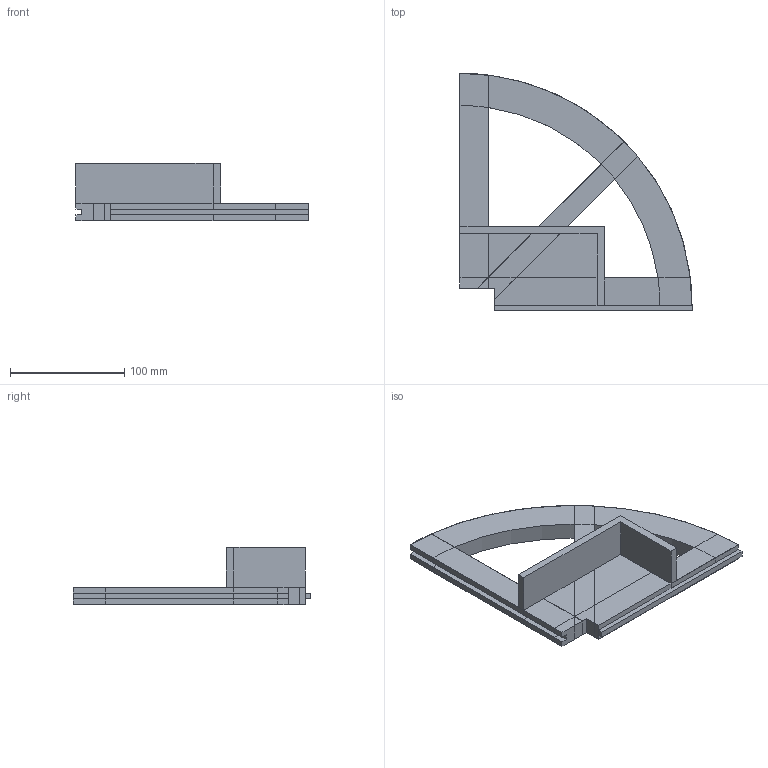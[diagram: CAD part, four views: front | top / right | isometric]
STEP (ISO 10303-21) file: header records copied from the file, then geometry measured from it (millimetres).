
FILE_DESCRIPTION(/* description */ (''),/* implementation_level */ '2;1');
FILE_NAME(/* name */ 'Garmin Bouy Bottom (Negative) v0 v1.step',/* time_stamp */ '2024-03-05T23:18:43-05:00',/* author */ (''),/* organization */ (''),/* preprocessor_version */ 'ST-DEVELOPER v20',/* originating_system */ 'Autodesk Translation Framework v12.9.0.99',/* authorisation */ '');
FILE_SCHEMA (('AUTOMOTIVE_DESIGN { 1 0 10303 214 3 1 1 }'));
Length unit declared in the file: millimetre
Products named in the file (2): Garmin Bouy Bottom (Negative) v0; Component1
Assembly tree (1 placements, depth 2):
  Garmin Bouy Bottom (Negative) v0
    Component1
Bounding box: 203.21 x 207.9 x 50 mm (x, y, z)
Volume: 368296.8 mm3; surface area: 126342.2 mm2
Topology: 1 solids, 20 shells, 122 faces, 391 edges, 273 vertices
Faces by surface type: plane 106, cylinder 16
Entity records: 4243 total; most frequent: CARTESIAN_POINT 789, DIRECTION 681, ORIENTED_EDGE 600, EDGE_CURVE 391, LINE 351, VECTOR 351, VERTEX_POINT 273, AXIS2_PLACEMENT_3D 165
